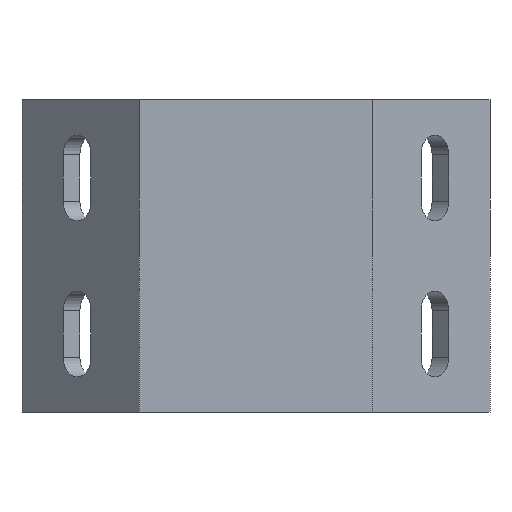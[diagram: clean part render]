
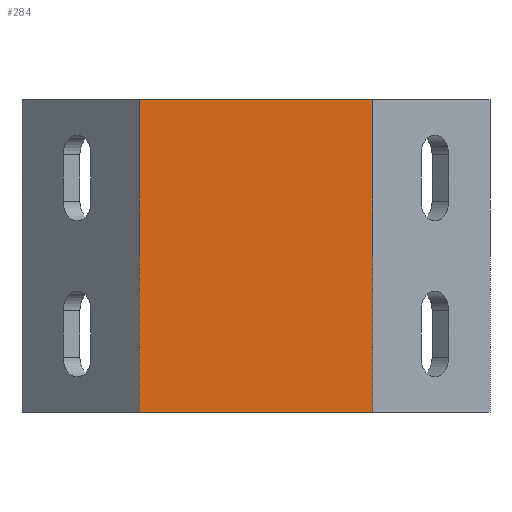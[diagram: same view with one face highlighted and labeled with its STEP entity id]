
A CAD part, front view. The second image highlights one B-rep face of the part: STEP entity #284.
In plain terms, the highlighted planar face has unit normal (0, -1, 0).
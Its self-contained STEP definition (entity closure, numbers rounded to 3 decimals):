
#9 = LINE ( 'NONE', #74, #64 ) ;
#36 = DIRECTION ( 'NONE',  ( 0., 0., -1. ) ) ;
#50 = CARTESIAN_POINT ( 'NONE',  ( 14.979, -3., 20. ) ) ;
#58 = DIRECTION ( 'NONE',  ( -1., 0., 0. ) ) ;
#64 = VECTOR ( 'NONE', #381, 1000. ) ;
#68 = PLANE ( 'NONE',  #501 ) ;
#74 = CARTESIAN_POINT ( 'NONE',  ( -13.737, -3., -20. ) ) ;
#103 = LINE ( 'NONE', #688, #908 ) ;
#110 = ORIENTED_EDGE ( 'NONE', *, *, #132, .F. ) ;
#111 = LINE ( 'NONE', #257, #391 ) ;
#132 = EDGE_CURVE ( 'NONE', #439, #514, #689, .T. ) ;
#133 = ORIENTED_EDGE ( 'NONE', *, *, #452, .F. ) ;
#139 = DIRECTION ( 'NONE',  ( 0., 1., 0. ) ) ;
#169 = ORIENTED_EDGE ( 'NONE', *, *, #752, .T. ) ;
#179 = CARTESIAN_POINT ( 'NONE',  ( 14.979, -3., 20. ) ) ;
#257 = CARTESIAN_POINT ( 'NONE',  ( -13.737, -3., 20. ) ) ;
#274 = VECTOR ( 'NONE', #343, 1000. ) ;
#284 = ADVANCED_FACE ( 'NONE', ( #710 ), #68, .F. ) ;
#343 = DIRECTION ( 'NONE',  ( 0., 0., -1. ) ) ;
#381 = DIRECTION ( 'NONE',  ( 1., 0., 0. ) ) ;
#391 = VECTOR ( 'NONE', #555, 1000. ) ;
#402 = ORIENTED_EDGE ( 'NONE', *, *, #480, .T. ) ;
#439 = VERTEX_POINT ( 'NONE', #179 ) ;
#452 = EDGE_CURVE ( 'NONE', #690, #439, #111, .T. ) ;
#480 = EDGE_CURVE ( 'NONE', #690, #886, #103, .T. ) ;
#494 = CARTESIAN_POINT ( 'NONE',  ( -13.737, -3., 20. ) ) ;
#501 = AXIS2_PLACEMENT_3D ( 'NONE', #494, #139, #58 ) ;
#514 = VERTEX_POINT ( 'NONE', #691 ) ;
#555 = DIRECTION ( 'NONE',  ( 1., 0., 0. ) ) ;
#688 = CARTESIAN_POINT ( 'NONE',  ( -14.979, -3., 20. ) ) ;
#689 = LINE ( 'NONE', #50, #274 ) ;
#690 = VERTEX_POINT ( 'NONE', #716 ) ;
#691 = CARTESIAN_POINT ( 'NONE',  ( 14.979, -3., -20. ) ) ;
#710 = FACE_OUTER_BOUND ( 'NONE', #756, .T. ) ;
#716 = CARTESIAN_POINT ( 'NONE',  ( -14.979, -3., 20. ) ) ;
#752 = EDGE_CURVE ( 'NONE', #886, #514, #9, .T. ) ;
#756 = EDGE_LOOP ( 'NONE', ( #402, #169, #110, #133 ) ) ;
#792 = CARTESIAN_POINT ( 'NONE',  ( -14.979, -3., -20. ) ) ;
#886 = VERTEX_POINT ( 'NONE', #792 ) ;
#908 = VECTOR ( 'NONE', #36, 1000. ) ;
